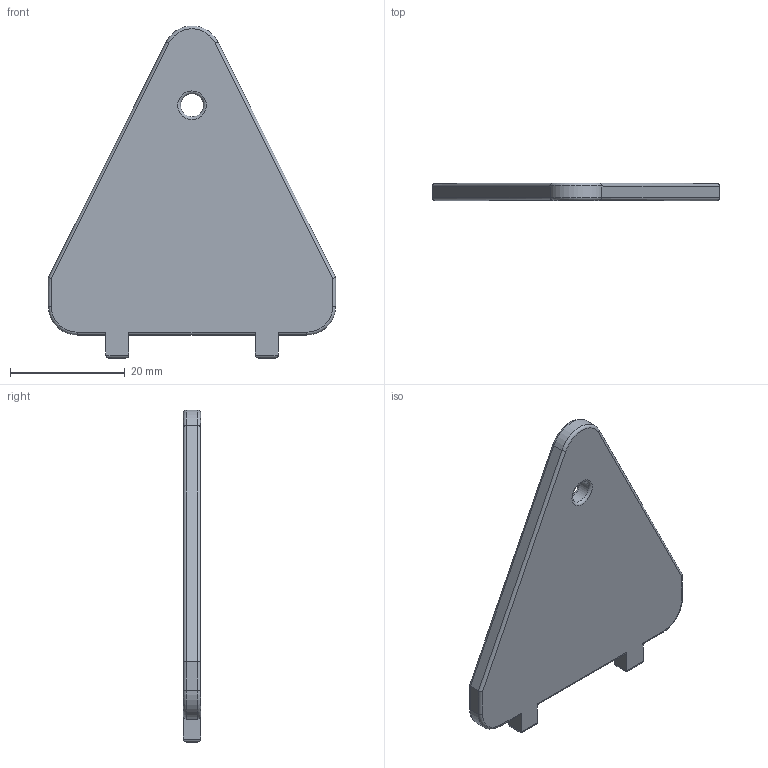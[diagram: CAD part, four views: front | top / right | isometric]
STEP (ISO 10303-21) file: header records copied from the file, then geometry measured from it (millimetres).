
FILE_DESCRIPTION(/* description */ (''),/* implementation_level */ '2;1');
FILE_NAME(/* name */ 'Festlager.stp',/* time_stamp */ '2025-06-20T19:06:47+02:00',/* author */ (''),/* organization */ (''),/* preprocessor_version */ 'ST-DEVELOPER v20',/* originating_system */ 'SIEMENS PLM Software NX2406.1700',/* authorisation */ '');
FILE_SCHEMA (('AUTOMOTIVE_DESIGN { 1 0 10303 214 3 1 1 1 }'));
Length unit declared in the file: millimetre
Products named in the file (1): Festlager
Bounding box: 50 x 3 x 57.8 mm (x, y, z)
Volume: 5189.2 mm3; surface area: 3984 mm2
Topology: 1 solids, 1 shells, 49 faces, 115 edges, 68 vertices
Faces by surface type: cylinder 26, plane 15, torus 8
Full cylindrical faces by diameter (mm): 4 x1
Entity records: 1402 total; most frequent: DIRECTION 260, CARTESIAN_POINT 230, ORIENTED_EDGE 224, EDGE_CURVE 112, AXIS2_PLACEMENT_3D 98, VERTEX_POINT 68, LINE 64, VECTOR 64
